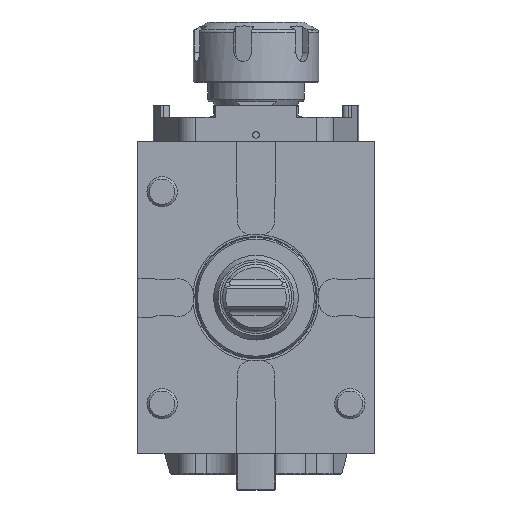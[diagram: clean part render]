
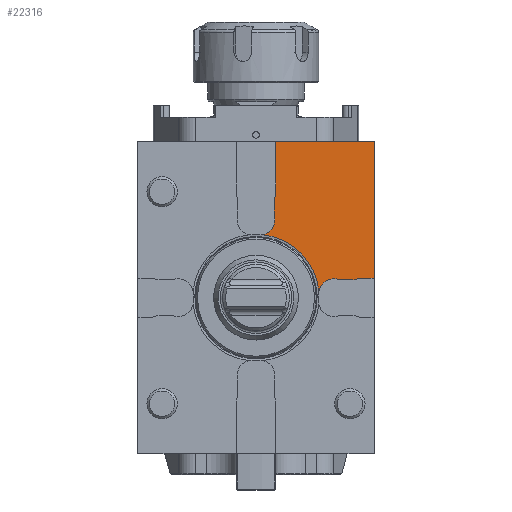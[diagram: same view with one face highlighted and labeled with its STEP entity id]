
A CAD part, front view. The second image highlights one B-rep face of the part: STEP entity #22316.
In plain terms, the highlighted planar face has unit normal (0, -1, 0).
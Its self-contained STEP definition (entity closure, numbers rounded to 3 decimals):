
#289 = ORIENTED_EDGE ( 'NONE', *, *, #7608, .T. ) ;
#295 = VERTEX_POINT ( 'NONE', #27220 ) ;
#395 = FACE_OUTER_BOUND ( 'NONE', #28209, .T. ) ;
#529 = CARTESIAN_POINT ( 'NONE',  ( 2.139, -100., 20.78 ) ) ;
#588 = DIRECTION ( 'NONE',  ( 0., 0., 1. ) ) ;
#652 = ORIENTED_EDGE ( 'NONE', *, *, #25910, .F. ) ;
#1504 = VERTEX_POINT ( 'NONE', #26407 ) ;
#1722 = LINE ( 'NONE', #24151, #25689 ) ;
#1740 = EDGE_CURVE ( 'NONE', #6160, #295, #24005, .T. ) ;
#2243 = CIRCLE ( 'NONE', #27917, 5. ) ;
#2602 = VECTOR ( 'NONE', #26682, 1000. ) ;
#2745 = CARTESIAN_POINT ( 'NONE',  ( 6.5, -100., 51.5 ) ) ;
#3726 = CARTESIAN_POINT ( 'NONE',  ( 1.5, -100., 34.879 ) ) ;
#3904 = CARTESIAN_POINT ( 'NONE',  ( 39., -100., 6.5 ) ) ;
#4480 = DIRECTION ( 'NONE',  ( 0., 0., 1. ) ) ;
#4753 = DIRECTION ( 'NONE',  ( 0., -1., 0. ) ) ;
#4888 = VERTEX_POINT ( 'NONE', #529 ) ;
#5290 = CARTESIAN_POINT ( 'NONE',  ( 0., -100., 0. ) ) ;
#5349 = VERTEX_POINT ( 'NONE', #20220 ) ;
#5351 = VECTOR ( 'NONE', #23066, 1000. ) ;
#5365 = CARTESIAN_POINT ( 'NONE',  ( 27.261, -100., 6. ) ) ;
#5442 = CARTESIAN_POINT ( 'NONE',  ( 27.261, -100., 6. ) ) ;
#5920 = CIRCLE ( 'NONE', #24722, 5. ) ;
#6073 = ORIENTED_EDGE ( 'NONE', *, *, #8646, .F. ) ;
#6160 = VERTEX_POINT ( 'NONE', #3904 ) ;
#7608 = EDGE_CURVE ( 'NONE', #4888, #5349, #26347, .T. ) ;
#7975 = ORIENTED_EDGE ( 'NONE', *, *, #18919, .F. ) ;
#8099 = LINE ( 'NONE', #5365, #25237 ) ;
#8186 = DIRECTION ( 'NONE',  ( 0., -1., 0. ) ) ;
#8646 = EDGE_CURVE ( 'NONE', #26299, #1504, #27440, .T. ) ;
#8854 = CIRCLE ( 'NONE', #24899, 5. ) ;
#8970 = EDGE_CURVE ( 'NONE', #10159, #13861, #18167, .T. ) ;
#9529 = AXIS2_PLACEMENT_3D ( 'NONE', #17720, #22324, #4480 ) ;
#9643 = ORIENTED_EDGE ( 'NONE', *, *, #26177, .F. ) ;
#9675 = LINE ( 'NONE', #2745, #21736 ) ;
#10159 = VERTEX_POINT ( 'NONE', #13790 ) ;
#10195 = ORIENTED_EDGE ( 'NONE', *, *, #1740, .F. ) ;
#11239 = CARTESIAN_POINT ( 'NONE',  ( 6., -100., 27.261 ) ) ;
#11583 = VECTOR ( 'NONE', #21582, 1000. ) ;
#11809 = PLANE ( 'NONE',  #20290 ) ;
#11855 = EDGE_CURVE ( 'NONE', #13696, #5349, #5920, .T. ) ;
#12064 = DIRECTION ( 'NONE',  ( 0., 1., 0. ) ) ;
#13695 = CARTESIAN_POINT ( 'NONE',  ( -39., -100., 51.5 ) ) ;
#13696 = VERTEX_POINT ( 'NONE', #5442 ) ;
#13790 = CARTESIAN_POINT ( 'NONE',  ( 6.5, -100., 51.5 ) ) ;
#13861 = VERTEX_POINT ( 'NONE', #15097 ) ;
#14037 = AXIS2_PLACEMENT_3D ( 'NONE', #5290, #12064, #20684 ) ;
#14040 = ORIENTED_EDGE ( 'NONE', *, *, #11855, .F. ) ;
#14245 = DIRECTION ( 'NONE',  ( 0., 0., -1. ) ) ;
#14310 = CARTESIAN_POINT ( 'NONE',  ( 6., -100., 32.7 ) ) ;
#15074 = VERTEX_POINT ( 'NONE', #17645 ) ;
#15097 = CARTESIAN_POINT ( 'NONE',  ( 39., -100., 51.5 ) ) ;
#16086 = ORIENTED_EDGE ( 'NONE', *, *, #24348, .F. ) ;
#16544 = DIRECTION ( 'NONE',  ( 0., 0., 1. ) ) ;
#17645 = CARTESIAN_POINT ( 'NONE',  ( 32.7, -100., 6. ) ) ;
#17720 = CARTESIAN_POINT ( 'NONE',  ( 1.25, -100., 25.7 ) ) ;
#18167 = LINE ( 'NONE', #13695, #2602 ) ;
#18172 = ORIENTED_EDGE ( 'NONE', *, *, #8970, .F. ) ;
#18919 = EDGE_CURVE ( 'NONE', #4888, #26299, #21914, .T. ) ;
#19418 = CARTESIAN_POINT ( 'NONE',  ( 34.879, -100., 6.5 ) ) ;
#20220 = CARTESIAN_POINT ( 'NONE',  ( 20.78, -100., 2.139 ) ) ;
#20290 = AXIS2_PLACEMENT_3D ( 'NONE', #24417, #20554, #22575 ) ;
#20496 = EDGE_CURVE ( 'NONE', #15074, #13696, #8099, .T. ) ;
#20554 = DIRECTION ( 'NONE',  ( 0., -1., 0. ) ) ;
#20684 = DIRECTION ( 'NONE',  ( 0., 0., 1. ) ) ;
#21582 = DIRECTION ( 'NONE',  ( -1., 0., 0. ) ) ;
#21736 = VECTOR ( 'NONE', #588, 1000. ) ;
#21914 = CIRCLE ( 'NONE', #9529, 5. ) ;
#21974 = ORIENTED_EDGE ( 'NONE', *, *, #25665, .F. ) ;
#22316 = ADVANCED_FACE ( 'Defeature completata1_15', ( #395 ), #11809, .T. ) ;
#22324 = DIRECTION ( 'NONE',  ( 0., -1., 0. ) ) ;
#22372 = ORIENTED_EDGE ( 'NONE', *, *, #20496, .F. ) ;
#22575 = DIRECTION ( 'NONE',  ( 0., 0., -1. ) ) ;
#22582 = DIRECTION ( 'NONE',  ( 0., 0., 1. ) ) ;
#22761 = CARTESIAN_POINT ( 'NONE',  ( 6.5, -100., 34.879 ) ) ;
#22906 = DIRECTION ( 'NONE',  ( -1., 0., 0. ) ) ;
#23066 = DIRECTION ( 'NONE',  ( 0., 0., 1. ) ) ;
#23294 = DIRECTION ( 'NONE',  ( 0., -1., 0. ) ) ;
#23589 = CARTESIAN_POINT ( 'NONE',  ( 34.879, -100., 1.5 ) ) ;
#24005 = LINE ( 'NONE', #19418, #11583 ) ;
#24151 = CARTESIAN_POINT ( 'NONE',  ( 39., -100., 0. ) ) ;
#24348 = EDGE_CURVE ( 'NONE', #1504, #25320, #2243, .T. ) ;
#24417 = CARTESIAN_POINT ( 'NONE',  ( 0., -100., -90. ) ) ;
#24425 = CARTESIAN_POINT ( 'NONE',  ( 25.7, -100., 1.25 ) ) ;
#24722 = AXIS2_PLACEMENT_3D ( 'NONE', #24425, #4753, #22582 ) ;
#24899 = AXIS2_PLACEMENT_3D ( 'NONE', #23589, #23294, #14245 ) ;
#25237 = VECTOR ( 'NONE', #22906, 1000. ) ;
#25320 = VERTEX_POINT ( 'NONE', #22761 ) ;
#25665 = EDGE_CURVE ( 'NONE', #295, #15074, #8854, .T. ) ;
#25689 = VECTOR ( 'NONE', #28250, 1000. ) ;
#25910 = EDGE_CURVE ( 'NONE', #25320, #10159, #9675, .T. ) ;
#26177 = EDGE_CURVE ( 'NONE', #13861, #6160, #1722, .T. ) ;
#26299 = VERTEX_POINT ( 'NONE', #11239 ) ;
#26347 = CIRCLE ( 'NONE', #14037, 20.89 ) ;
#26407 = CARTESIAN_POINT ( 'NONE',  ( 6., -100., 32.7 ) ) ;
#26682 = DIRECTION ( 'NONE',  ( 1., 0., 0. ) ) ;
#27220 = CARTESIAN_POINT ( 'NONE',  ( 34.879, -100., 6.5 ) ) ;
#27440 = LINE ( 'NONE', #14310, #5351 ) ;
#27917 = AXIS2_PLACEMENT_3D ( 'NONE', #3726, #8186, #16544 ) ;
#28209 = EDGE_LOOP ( 'NONE', ( #289, #14040, #22372, #21974, #10195, #9643, #18172, #652, #16086, #6073, #7975 ) ) ;
#28250 = DIRECTION ( 'NONE',  ( 0., 0., -1. ) ) ;
